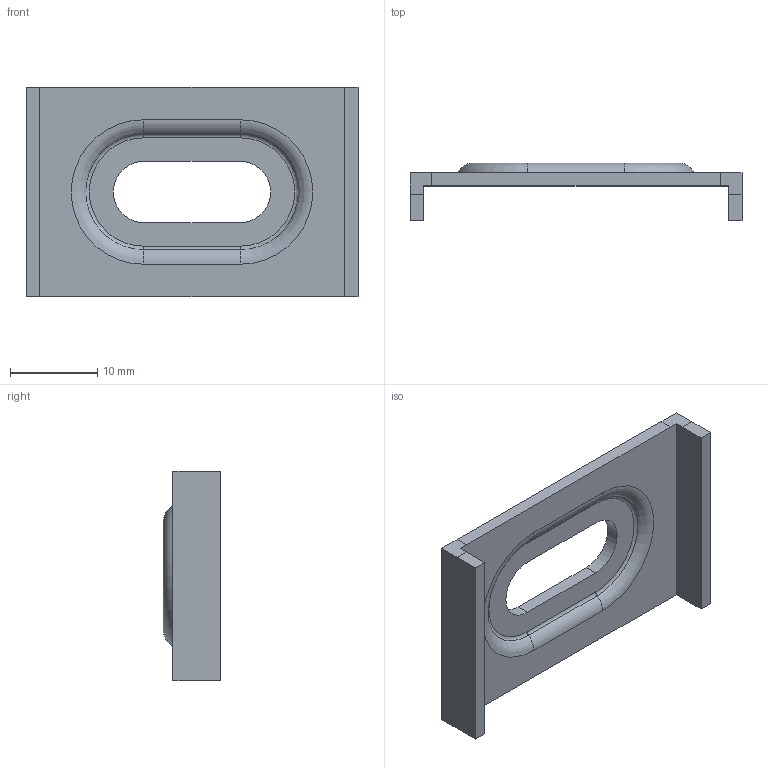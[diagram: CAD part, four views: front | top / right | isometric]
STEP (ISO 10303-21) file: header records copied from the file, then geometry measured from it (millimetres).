
FILE_DESCRIPTION (( 'STEP AP214' ), '1' );
FILE_NAME ('6017092.stp', '2022-01-06T12:20:40', ( '' ), ( '' ), 'SwSTEP 2.0', 'SolidWorks 2020', '' );
FILE_SCHEMA (( 'AUTOMOTIVE_DESIGN' ));
Length unit declared in the file: millimetre
Products named in the file (1): 6017092
Bounding box: 38 x 6.6 x 24 mm (x, y, z)
Volume: 1519.4 mm3; surface area: 2306.8 mm2
Topology: 1 solids, 1 shells, 36 faces, 92 edges, 60 vertices
Faces by surface type: plane 22, cylinder 8, torus 6
Entity records: 1128 total; most frequent: DIRECTION 192, CARTESIAN_POINT 189, ORIENTED_EDGE 184, EDGE_CURVE 92, VECTOR 66, LINE 66, AXIS2_PLACEMENT_3D 63, VERTEX_POINT 60
